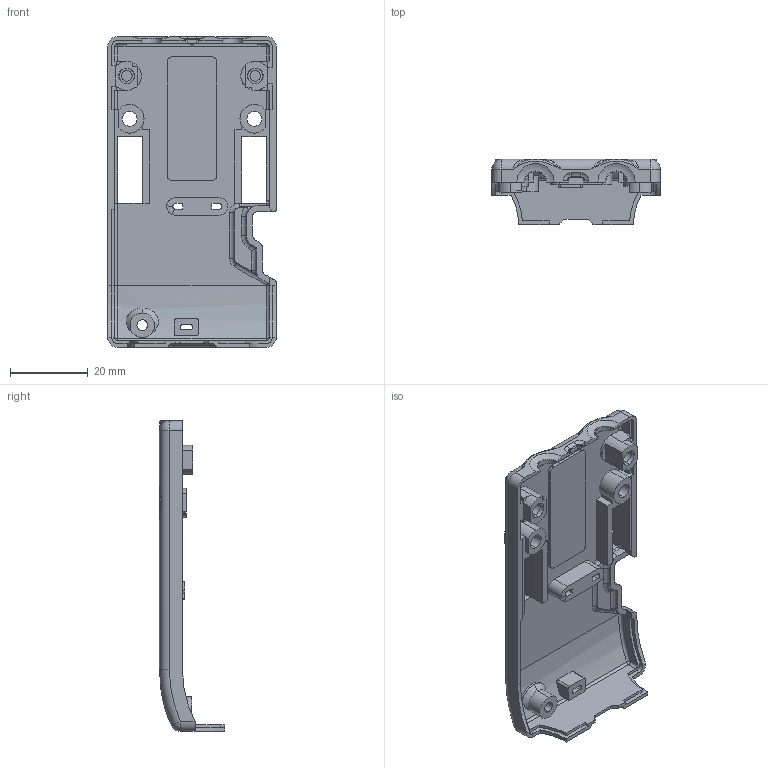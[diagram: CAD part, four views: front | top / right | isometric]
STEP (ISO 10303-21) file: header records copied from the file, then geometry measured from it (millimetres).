
FILE_DESCRIPTION (( 'STEP AP203' ), '1' );
FILE_NAME ('7146_Tympan_Rev-E2_Top_Case.STEP', '2021-06-23T18:41:10', ( '' ), ( '' ), 'SwSTEP 2.0', 'SolidWorks 2018', '' );
FILE_SCHEMA (( 'CONFIG_CONTROL_DESIGN' ));
Length unit declared in the file: inch
Products named in the file (1): 7146_Tympan_Rev-E2_Top_Case
Bounding box: 43.24 x 16.71 x 79.8 mm (x, y, z)
Volume: 9052.7 mm3; surface area: 10688.5 mm2
Topology: 1 solids, 1 shells, 561 faces, 1478 edges, 925 vertices
Faces by surface type: plane 302, cylinder 144, bspline 57, torus 40, cone 10, sphere 8
Entity records: 20056 total; most frequent: CARTESIAN_POINT 6424, ORIENTED_EDGE 2932, DIRECTION 2690, EDGE_CURVE 1466, LINE 942, VECTOR 942, VERTEX_POINT 925, AXIS2_PLACEMENT_3D 874
